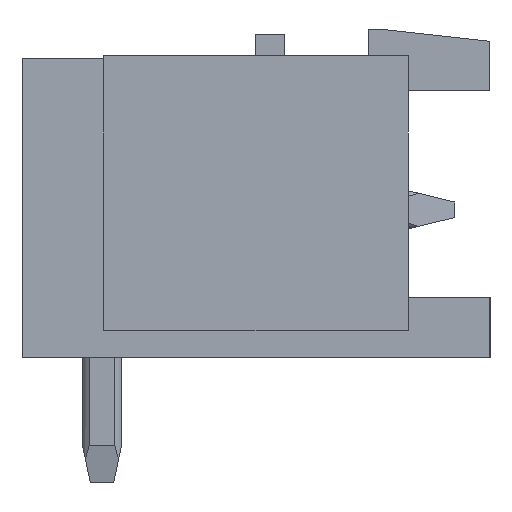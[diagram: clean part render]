
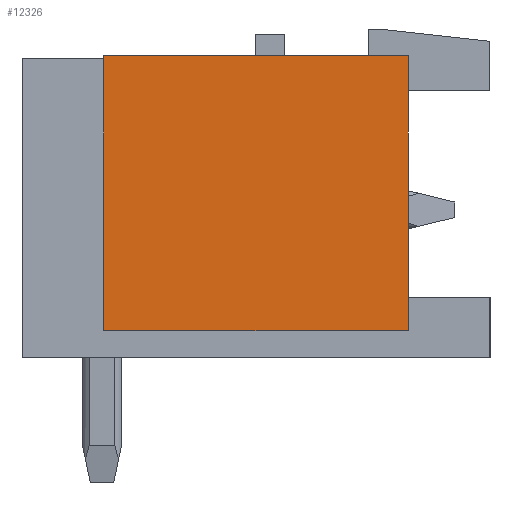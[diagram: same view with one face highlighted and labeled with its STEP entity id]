
A CAD part, left-side view. The second image highlights one B-rep face of the part: STEP entity #12326.
In plain terms, the highlighted planar face has unit normal (-1, 0, 0).
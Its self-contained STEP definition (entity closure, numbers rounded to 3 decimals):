
#12290=AXIS2_PLACEMENT_3D('Plane Axis2P3D',#12287,#12288,#12289) ;
#12287=CARTESIAN_POINT('Axis2P3D Location',(0.,2.1,0.)) ;
#12292=CARTESIAN_POINT('Line Origine',(0.,9.9,7.425)) ;
#12296=CARTESIAN_POINT('Vertex',(0.,9.9,3.9)) ;
#12298=CARTESIAN_POINT('Vertex',(0.,9.9,10.95)) ;
#12301=CARTESIAN_POINT('Line Origine',(0.,6.,3.9)) ;
#12305=CARTESIAN_POINT('Vertex',(0.,2.1,3.9)) ;
#12308=CARTESIAN_POINT('Line Origine',(0.,2.1,7.425)) ;
#12312=CARTESIAN_POINT('Vertex',(0.,2.1,10.95)) ;
#12315=CARTESIAN_POINT('Line Origine',(0.,6.,10.95)) ;
#12288=DIRECTION('Axis2P3D Direction',(1.,0.,0.)) ;
#12289=DIRECTION('Axis2P3D XDirection',(0.,1.,0.)) ;
#12293=DIRECTION('Vector Direction',(0.,0.,1.)) ;
#12302=DIRECTION('Vector Direction',(0.,1.,0.)) ;
#12309=DIRECTION('Vector Direction',(0.,0.,1.)) ;
#12316=DIRECTION('Vector Direction',(0.,1.,0.)) ;
#12294=VECTOR('Line Direction',#12293,1.) ;
#12303=VECTOR('Line Direction',#12302,1.) ;
#12310=VECTOR('Line Direction',#12309,1.) ;
#12317=VECTOR('Line Direction',#12316,1.) ;
#12321=ORIENTED_EDGE('',*,*,#12300,.F.) ;
#12322=ORIENTED_EDGE('',*,*,#12307,.T.) ;
#12323=ORIENTED_EDGE('',*,*,#12314,.T.) ;
#12324=ORIENTED_EDGE('',*,*,#12319,.F.) ;
#12326=ADVANCED_FACE('Housing',(#12325),#12291,.F.) ;
#12300=EDGE_CURVE('',#12297,#12299,#12295,.T.) ;
#12307=EDGE_CURVE('',#12297,#12306,#12304,.F.) ;
#12314=EDGE_CURVE('',#12306,#12313,#12311,.T.) ;
#12319=EDGE_CURVE('',#12299,#12313,#12318,.F.) ;
#12320=EDGE_LOOP('',(#12321,#12322,#12323,#12324)) ;
#12325=FACE_OUTER_BOUND('',#12320,.T.) ;
#12295=LINE('Line',#12292,#12294) ;
#12304=LINE('Line',#12301,#12303) ;
#12311=LINE('Line',#12308,#12310) ;
#12318=LINE('Line',#12315,#12317) ;
#12291=PLANE('',#12290) ;
#12297=VERTEX_POINT('',#12296) ;
#12299=VERTEX_POINT('',#12298) ;
#12306=VERTEX_POINT('',#12305) ;
#12313=VERTEX_POINT('',#12312) ;
